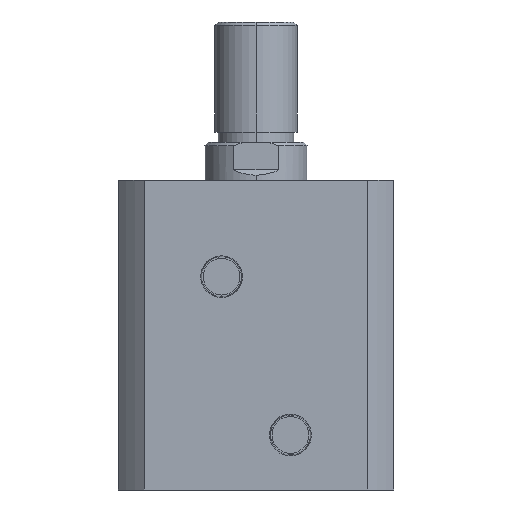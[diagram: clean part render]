
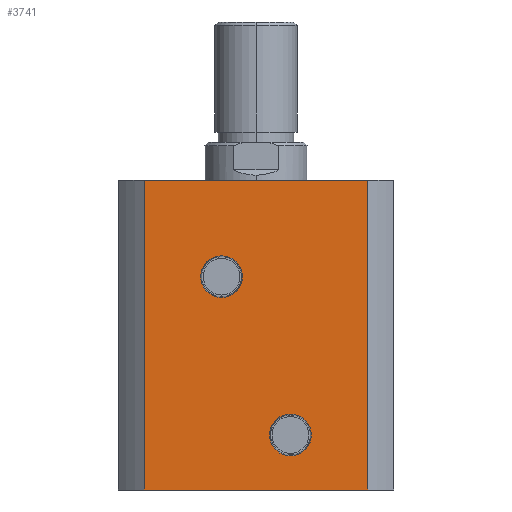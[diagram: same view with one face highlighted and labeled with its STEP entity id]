
A CAD part, left-side view. The second image highlights one B-rep face of the part: STEP entity #3741.
In plain terms, the highlighted planar face has unit normal (-1, 0, 0).
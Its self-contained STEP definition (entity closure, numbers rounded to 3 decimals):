
#301 = VERTEX_POINT ( 'NONE', #421 ) ;
#303 = VERTEX_POINT ( 'NONE', #419 ) ;
#305 = VERTEX_POINT ( 'NONE', #417 ) ;
#309 = VERTEX_POINT ( 'NONE', #415 ) ;
#315 = ORIENTED_EDGE ( 'NONE', *, *, #2770, .F. ) ;
#316 = ORIENTED_EDGE ( 'NONE', *, *, #3028, .F. ) ;
#317 = ORIENTED_EDGE ( 'NONE', *, *, #2767, .F. ) ;
#318 = ORIENTED_EDGE ( 'NONE', *, *, #3020, .F. ) ;
#319 = ORIENTED_EDGE ( 'NONE', *, *, #2764, .T. ) ;
#320 = ORIENTED_EDGE ( 'NONE', *, *, #2763, .F. ) ;
#321 = ORIENTED_EDGE ( 'NONE', *, *, #2762, .F. ) ;
#322 = ORIENTED_EDGE ( 'NONE', *, *, #2772, .T. ) ;
#415 = CARTESIAN_POINT ( 'NONE',  ( -40., 32.438, 90. ) ) ;
#417 = CARTESIAN_POINT ( 'NONE',  ( -40., -32.438, 90. ) ) ;
#419 = CARTESIAN_POINT ( 'NONE',  ( -40., -32.438, 0. ) ) ;
#421 = CARTESIAN_POINT ( 'NONE',  ( -40., 32.438, 0. ) ) ;
#551 = DIRECTION ( 'NONE',  ( 0., 0., 1. ) ) ;
#553 = DIRECTION ( 'NONE',  ( -1., 0., 0. ) ) ;
#554 = CARTESIAN_POINT ( 'NONE',  ( -40., -10., 16. ) ) ;
#555 = DIRECTION ( 'NONE',  ( 0., 0., -1. ) ) ;
#556 = CARTESIAN_POINT ( 'NONE',  ( -40., 32.438, 90. ) ) ;
#561 = DIRECTION ( 'NONE',  ( 0., 0., 1. ) ) ;
#562 = DIRECTION ( 'NONE',  ( 0., -1., 0. ) ) ;
#563 = DIRECTION ( 'NONE',  ( -1., 0., 0. ) ) ;
#565 = CARTESIAN_POINT ( 'NONE',  ( -40., 10., 62. ) ) ;
#574 = DIRECTION ( 'NONE',  ( 0., -1., 0. ) ) ;
#575 = CARTESIAN_POINT ( 'NONE',  ( -40., 0., 0. ) ) ;
#577 = DIRECTION ( 'NONE',  ( 0., 0., -1. ) ) ;
#578 = CARTESIAN_POINT ( 'NONE',  ( -40., -32.438, 90. ) ) ;
#584 = CARTESIAN_POINT ( 'NONE',  ( -40., 0., 90. ) ) ;
#832 = CIRCLE ( 'NONE', #3139, 6.06 ) ;
#844 = CIRCLE ( 'NONE', #3143, 6.06 ) ;
#899 = FACE_BOUND ( 'NONE', #2701, .T. ) ;
#902 = FACE_OUTER_BOUND ( 'NONE', #2707, .T. ) ;
#904 = FACE_BOUND ( 'NONE', #2719, .T. ) ;
#1983 = LINE ( 'NONE', #584, #1990 ) ;
#1989 = LINE ( 'NONE', #578, #1992 ) ;
#1990 = VECTOR ( 'NONE', #562, 1000. ) ;
#1991 = LINE ( 'NONE', #575, #1994 ) ;
#1992 = VECTOR ( 'NONE', #577, 1000. ) ;
#1994 = VECTOR ( 'NONE', #574, 1000. ) ;
#1997 = CIRCLE ( 'NONE', #3041, 6.06 ) ;
#1999 = CIRCLE ( 'NONE', #3042, 6.06 ) ;
#2005 = LINE ( 'NONE', #556, #2007 ) ;
#2007 = VECTOR ( 'NONE', #555, 1000. ) ;
#2284 = CARTESIAN_POINT ( 'NONE',  ( -40., 10., 62. ) ) ;
#2285 = DIRECTION ( 'NONE',  ( -1., 0., 0. ) ) ;
#2286 = DIRECTION ( 'NONE',  ( 0., 0., 1. ) ) ;
#2304 = CARTESIAN_POINT ( 'NONE',  ( -40., -10., 16. ) ) ;
#2305 = DIRECTION ( 'NONE',  ( -1., 0., 0. ) ) ;
#2306 = DIRECTION ( 'NONE',  ( 0., 0., 1. ) ) ;
#2358 = CARTESIAN_POINT ( 'NONE',  ( -40., -10., 22.06 ) ) ;
#2362 = CARTESIAN_POINT ( 'NONE',  ( -40., -10., 9.94 ) ) ;
#2372 = CARTESIAN_POINT ( 'NONE',  ( -40., 10., 55.94 ) ) ;
#2373 = CARTESIAN_POINT ( 'NONE',  ( -40., 10., 68.06 ) ) ;
#2482 = DIRECTION ( 'NONE',  ( 1., 0., 0. ) ) ;
#2489 = CARTESIAN_POINT ( 'NONE',  ( -40., 0., 90. ) ) ;
#2491 = PLANE ( 'NONE',  #3179 ) ;
#2493 = DIRECTION ( 'NONE',  ( 0., 1., 0. ) ) ;
#2701 = EDGE_LOOP ( 'NONE', ( #315, #316 ) ) ;
#2707 = EDGE_LOOP ( 'NONE', ( #319, #320, #321, #322 ) ) ;
#2719 = EDGE_LOOP ( 'NONE', ( #317, #318 ) ) ;
#2762 = EDGE_CURVE ( 'NONE', #309, #305, #1983, .T. ) ;
#2763 = EDGE_CURVE ( 'NONE', #305, #303, #1989, .T. ) ;
#2764 = EDGE_CURVE ( 'NONE', #301, #303, #1991, .T. ) ;
#2767 = EDGE_CURVE ( 'NONE', #3698, #3697, #1997, .T. ) ;
#2770 = EDGE_CURVE ( 'NONE', #3683, #3687, #1999, .T. ) ;
#2772 = EDGE_CURVE ( 'NONE', #309, #301, #2005, .T. ) ;
#3020 = EDGE_CURVE ( 'NONE', #3697, #3698, #832, .T. ) ;
#3028 = EDGE_CURVE ( 'NONE', #3687, #3683, #844, .T. ) ;
#3041 = AXIS2_PLACEMENT_3D ( 'NONE', #565, #563, #561 ) ;
#3042 = AXIS2_PLACEMENT_3D ( 'NONE', #554, #553, #551 ) ;
#3139 = AXIS2_PLACEMENT_3D ( 'NONE', #2284, #2285, #2286 ) ;
#3143 = AXIS2_PLACEMENT_3D ( 'NONE', #2304, #2305, #2306 ) ;
#3179 = AXIS2_PLACEMENT_3D ( 'NONE', #2489, #2482, #2493 ) ;
#3683 = VERTEX_POINT ( 'NONE', #2358 ) ;
#3687 = VERTEX_POINT ( 'NONE', #2362 ) ;
#3697 = VERTEX_POINT ( 'NONE', #2372 ) ;
#3698 = VERTEX_POINT ( 'NONE', #2373 ) ;
#3741 = ADVANCED_FACE ( 'NONE', ( #899, #904, #902 ), #2491, .F. ) ;
